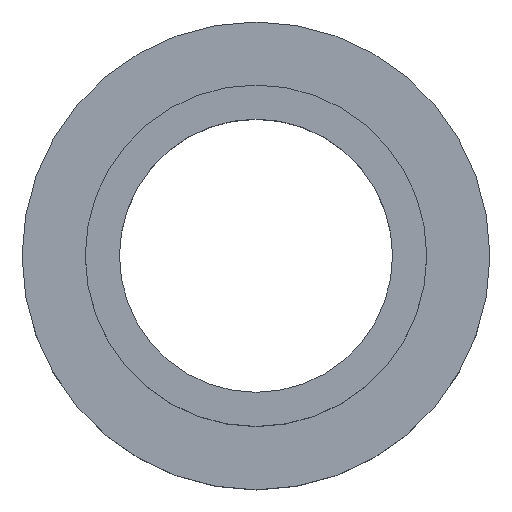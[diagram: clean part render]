
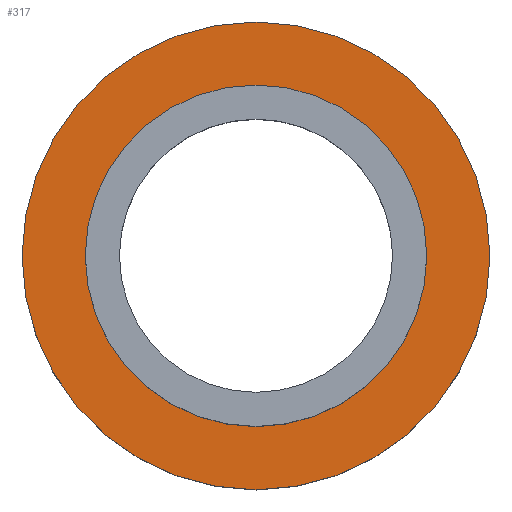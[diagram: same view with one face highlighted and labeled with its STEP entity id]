
A CAD part, top view. The second image highlights one B-rep face of the part: STEP entity #317.
In plain terms, the highlighted planar face has unit normal (0, 0, 1).
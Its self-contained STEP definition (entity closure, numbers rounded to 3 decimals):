
#90=CARTESIAN_POINT('',(0.,0.,-25.));
#91=DIRECTION('',(0.,0.,-1.));
#92=DIRECTION('',(0.,-1.,0.));
#93=AXIS2_PLACEMENT_3D('',#90,#91,#92);
#99=CARTESIAN_POINT('',(0.,0.,-25.));
#100=DIRECTION('',(0.,0.,1.));
#101=DIRECTION('',(0.,-1.,0.));
#102=AXIS2_PLACEMENT_3D('',#99,#100,#101);
#108=CARTESIAN_POINT('',(0.,0.,-25.));
#109=DIRECTION('',(0.,0.,-1.));
#110=DIRECTION('',(0.,-1.,0.));
#111=AXIS2_PLACEMENT_3D('',#108,#109,#110);
#113=CARTESIAN_POINT('',(0.,0.,-25.));
#114=DIRECTION('',(0.,0.,1.));
#115=DIRECTION('',(0.,-1.,0.));
#116=AXIS2_PLACEMENT_3D('',#113,#114,#115);
#137=CARTESIAN_POINT('',(0.,-50.,-25.));
#139=VERTEX_POINT('',#137);
#140=CARTESIAN_POINT('',(0.,-68.5,-25.));
#142=VERTEX_POINT('',#140);
#153=CARTESIAN_POINT('',(0.,50.,-25.));
#155=VERTEX_POINT('',#153);
#156=CARTESIAN_POINT('',(0.,68.5,-25.));
#158=VERTEX_POINT('',#156);
#302=CARTESIAN_POINT('',(0.,0.,-25.));
#303=DIRECTION('',(0.,0.,-1.));
#304=DIRECTION('',(0.,-1.,0.));
#305=AXIS2_PLACEMENT_3D('',#302,#303,#304);
#306=PLANE('',#305);
#307=ORIENTED_EDGE('',*,*,#295,.F.);
#308=ORIENTED_EDGE('',*,*,#284,.T.);
#309=EDGE_LOOP('',(#307,#308));
#310=FACE_OUTER_BOUND('',#309,.F.);
#312=ORIENTED_EDGE('',*,*,#311,.F.);
#314=ORIENTED_EDGE('',*,*,#313,.T.);
#315=EDGE_LOOP('',(#312,#314));
#316=FACE_BOUND('',#315,.F.);
#317=ADVANCED_FACE('',(#310,#316),#306,.F.);
#94=CIRCLE('',#93,68.5);
#103=CIRCLE('',#102,68.5);
#112=CIRCLE('',#111,50.);
#117=CIRCLE('',#116,50.);
#284=EDGE_CURVE('',#142,#158,#94,.T.);
#295=EDGE_CURVE('',#142,#158,#103,.T.);
#311=EDGE_CURVE('',#139,#155,#112,.T.);
#313=EDGE_CURVE('',#139,#155,#117,.T.);
